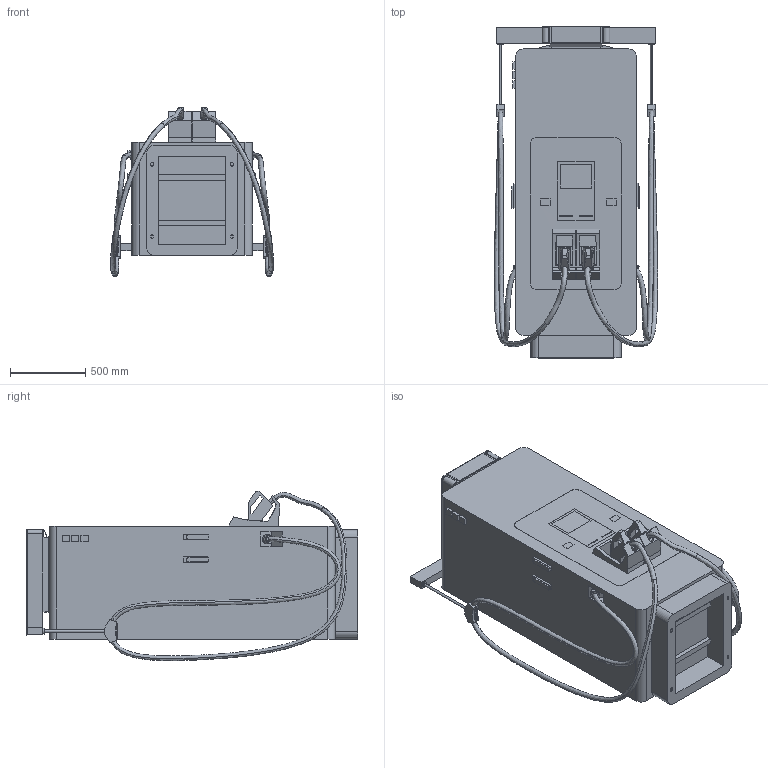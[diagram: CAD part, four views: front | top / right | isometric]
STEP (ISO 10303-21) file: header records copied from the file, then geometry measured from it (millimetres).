
FILE_DESCRIPTION((''),'2;1');
FILE_NAME('EVD1S180TBB-DC180KW-3D_ASM','2024-08-07T16:07:26',('SESA530330'),('Schneider-Electric'),'CREO PARAMETRIC BY PTC INC, 2021284','CREO PARAMETRIC BY PTC INC, 2021284','');
FILE_SCHEMA(('AP242_MANAGED_MODEL_BASED_3D_ENGINEERING_MIM_LF { 1 0 10303 442 1 1 4 }'));
Products named in the file (6): EVD1S180TBB-DC180KW; EVD1S180TBB-DC180KW_10001_1_2; EVD1S180TBB-DC180KW_BREP_2_1; EVD1S180TBB-DC180KW_BREP_2_; EVD1S180TBB-DC180KW_ASM; EVD1S180TBB-DC180KW-3D_ASM
Assembly tree (6 placements, depth 3):
  EVD1S180TBB-DC180KW-3D_ASM
    EVD1S180TBB-DC180KW_ASM
      EVD1S180TBB-DC180KW
      EVD1S180TBB-DC180KW_10001_1_2  x2
      EVD1S180TBB-DC180KW_BREP_2_1
      EVD1S180TBB-DC180KW_BREP_2_
Bounding box: 1084.22 x 2202.01 x 1124.05 mm (x, y, z)
Volume: 1217212376.8 mm3; surface area: 10987269.7 mm2
Topology: 7 solids, 7 shells, 648 faces, 1677 edges, 1107 vertices
Faces by surface type: plane 445, cylinder 166, extrusion 23, bspline 8, sphere 6
Entity records: 84894 total; most frequent: CARTESIAN_POINT 63864, ORIENTED_EDGE 2982, DIRECTION 2869, PRESENTATION_STYLE_ASSIGNMENT 1626, EDGE_CURVE 1491, STYLED_ITEM 1467, CURVE_STYLE 1438, VECTOR 1085
